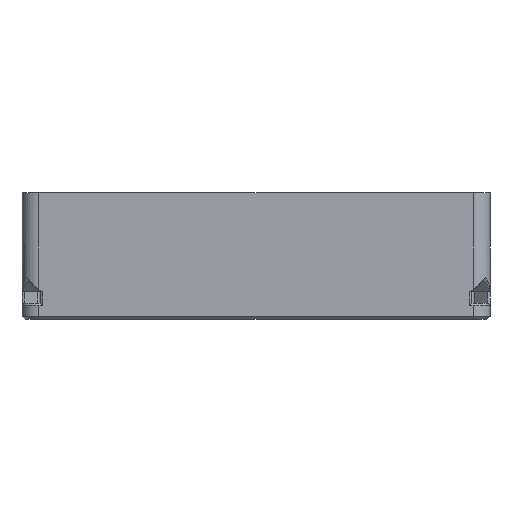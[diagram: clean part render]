
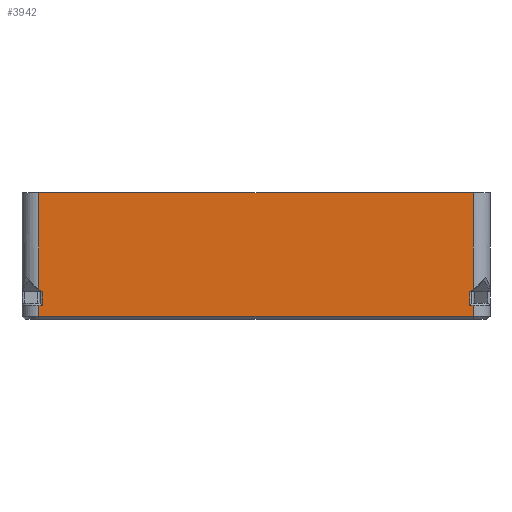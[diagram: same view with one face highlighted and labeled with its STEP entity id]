
A CAD part, front view. The second image highlights one B-rep face of the part: STEP entity #3942.
In plain terms, the highlighted planar face has unit normal (0, -1, 0).
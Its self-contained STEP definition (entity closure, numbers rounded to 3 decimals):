
#130=B_SPLINE_CURVE_WITH_KNOTS('',3,(#6578,#6579,#6580,#6581),
 .UNSPECIFIED.,.F.,.F.,(4,4),(2.287,2.356),
 .UNSPECIFIED.);
#137=B_SPLINE_CURVE_WITH_KNOTS('',3,(#6749,#6750,#6751,#6752),
 .UNSPECIFIED.,.F.,.F.,(4,4),(2.287,2.356),
 .UNSPECIFIED.);
#311=PLANE('',#4306);
#496=FACE_OUTER_BOUND('',#720,.T.);
#720=EDGE_LOOP('',(#3473,#3474,#3475,#3476,#3477,#3478,#3479,#3480,#3481,
#3482,#3483,#3484,#3485,#3486));
#812=LINE('',#5597,#1179);
#1066=LINE('',#6484,#1433);
#1069=LINE('',#6493,#1436);
#1074=LINE('',#6613,#1441);
#1075=LINE('',#6617,#1442);
#1080=LINE('',#6631,#1447);
#1088=LINE('',#6657,#1455);
#1089=LINE('',#6660,#1456);
#1091=LINE('',#6668,#1458);
#1098=LINE('',#6787,#1465);
#1099=LINE('',#6789,#1466);
#1100=LINE('',#6790,#1467);
#1179=VECTOR('',#4479,10.);
#1433=VECTOR('',#5199,10.);
#1436=VECTOR('',#5206,10.);
#1441=VECTOR('',#5217,10.);
#1442=VECTOR('',#5222,10.);
#1447=VECTOR('',#5241,0.5);
#1455=VECTOR('',#5273,10.);
#1456=VECTOR('',#5276,10.);
#1458=VECTOR('',#5284,10.);
#1465=VECTOR('',#5297,10.);
#1466=VECTOR('',#5298,0.5);
#1467=VECTOR('',#5299,10.);
#1650=VERTEX_POINT('',#5582);
#1657=VERTEX_POINT('',#5595);
#1937=VERTEX_POINT('',#6476);
#1939=VERTEX_POINT('',#6482);
#1940=VERTEX_POINT('',#6486);
#1943=VERTEX_POINT('',#6491);
#1947=VERTEX_POINT('',#6551);
#1951=VERTEX_POINT('',#6615);
#1959=VERTEX_POINT('',#6652);
#1960=VERTEX_POINT('',#6659);
#1962=VERTEX_POINT('',#6665);
#1963=VERTEX_POINT('',#6667);
#1967=VERTEX_POINT('',#6727);
#1972=VERTEX_POINT('',#6788);
#2050=EDGE_CURVE('',#1657,#1650,#812,.T.);
#2444=EDGE_CURVE('',#1939,#1937,#1066,.T.);
#2448=EDGE_CURVE('',#1943,#1940,#1069,.T.);
#2456=EDGE_CURVE('',#1947,#1943,#130,.T.);
#2462=EDGE_CURVE('',#1650,#1947,#1074,.T.);
#2464=EDGE_CURVE('',#1951,#1939,#1075,.T.);
#2472=EDGE_CURVE('',#1940,#1951,#1080,.T.);
#2485=EDGE_CURVE('',#1937,#1959,#1088,.T.);
#2486=EDGE_CURVE('',#1960,#1959,#1089,.T.);
#2490=EDGE_CURVE('',#1963,#1962,#1091,.T.);
#2498=EDGE_CURVE('',#1967,#1963,#137,.T.);
#2505=EDGE_CURVE('',#1657,#1967,#1098,.T.);
#2506=EDGE_CURVE('',#1962,#1972,#1099,.T.);
#2507=EDGE_CURVE('',#1972,#1960,#1100,.T.);
#3473=ORIENTED_EDGE('',*,*,#2505,.T.);
#3474=ORIENTED_EDGE('',*,*,#2498,.T.);
#3475=ORIENTED_EDGE('',*,*,#2490,.T.);
#3476=ORIENTED_EDGE('',*,*,#2506,.T.);
#3477=ORIENTED_EDGE('',*,*,#2507,.T.);
#3478=ORIENTED_EDGE('',*,*,#2486,.T.);
#3479=ORIENTED_EDGE('',*,*,#2485,.F.);
#3480=ORIENTED_EDGE('',*,*,#2444,.F.);
#3481=ORIENTED_EDGE('',*,*,#2464,.F.);
#3482=ORIENTED_EDGE('',*,*,#2472,.F.);
#3483=ORIENTED_EDGE('',*,*,#2448,.F.);
#3484=ORIENTED_EDGE('',*,*,#2456,.F.);
#3485=ORIENTED_EDGE('',*,*,#2462,.F.);
#3486=ORIENTED_EDGE('',*,*,#2050,.F.);
#3942=ADVANCED_FACE('',(#496),#311,.F.);
#4306=AXIS2_PLACEMENT_3D('',#6786,#5295,#5296);
#4479=DIRECTION('',(1.,0.,0.));
#5199=DIRECTION('',(0.,0.,-1.));
#5206=DIRECTION('',(-0.816,0.,-0.577));
#5217=DIRECTION('',(0.,0.,-1.));
#5222=DIRECTION('',(1.,0.,0.));
#5241=DIRECTION('',(0.,0.,-1.));
#5273=DIRECTION('',(-1.,0.,0.));
#5276=DIRECTION('',(0.,0.,-1.));
#5284=DIRECTION('',(0.816,0.,-0.577));
#5295=DIRECTION('center_axis',(0.,1.,0.));
#5296=DIRECTION('ref_axis',(-1.,0.,0.));
#5297=DIRECTION('',(0.,0.,-1.));
#5298=DIRECTION('',(0.,0.,-1.));
#5299=DIRECTION('',(-1.,0.,0.));
#5582=CARTESIAN_POINT('',(66.8,-72.,36.05));
#5595=CARTESIAN_POINT('',(-66.8,-72.,36.05));
#5597=CARTESIAN_POINT('',(-66.8,-72.,36.05));
#6476=CARTESIAN_POINT('',(66.8,-72.,-2.));
#6482=CARTESIAN_POINT('',(66.8,-72.,1.4));
#6484=CARTESIAN_POINT('',(66.8,-72.,0.));
#6486=CARTESIAN_POINT('',(65.702,-72.,5.481));
#6491=CARTESIAN_POINT('',(66.454,-72.,6.013));
#6493=CARTESIAN_POINT('',(43.328,-72.,-10.34));
#6551=CARTESIAN_POINT('',(66.8,-72.,6.266));
#6578=CARTESIAN_POINT('Ctrl Pts',(66.8,-72.,6.266));
#6579=CARTESIAN_POINT('Ctrl Pts',(66.684,-72.,6.179));
#6580=CARTESIAN_POINT('Ctrl Pts',(66.569,-72.,6.094));
#6581=CARTESIAN_POINT('Ctrl Pts',(66.454,-72.,6.013));
#6613=CARTESIAN_POINT('',(66.8,-72.,0.));
#6615=CARTESIAN_POINT('',(65.702,-72.,1.4));
#6617=CARTESIAN_POINT('',(33.4,-72.,1.4));
#6631=CARTESIAN_POINT('',(65.702,-72.,0.));
#6652=CARTESIAN_POINT('',(-66.8,-72.,-2.));
#6657=CARTESIAN_POINT('',(18.,-72.,-2.));
#6659=CARTESIAN_POINT('',(-66.8,-72.,1.4));
#6660=CARTESIAN_POINT('',(-66.8,-72.,0.));
#6665=CARTESIAN_POINT('',(-65.702,-72.,5.481));
#6667=CARTESIAN_POINT('',(-66.454,-72.,6.013));
#6668=CARTESIAN_POINT('',(-43.328,-72.,-10.34));
#6727=CARTESIAN_POINT('',(-66.8,-72.,6.266));
#6749=CARTESIAN_POINT('Ctrl Pts',(-66.8,-72.,6.266));
#6750=CARTESIAN_POINT('Ctrl Pts',(-66.684,-72.,6.179));
#6751=CARTESIAN_POINT('Ctrl Pts',(-66.569,-72.,6.094));
#6752=CARTESIAN_POINT('Ctrl Pts',(-66.454,-72.,6.013));
#6786=CARTESIAN_POINT('Origin',(0.,-72.,0.));
#6787=CARTESIAN_POINT('',(-66.8,-72.,0.));
#6788=CARTESIAN_POINT('',(-65.702,-72.,1.4));
#6789=CARTESIAN_POINT('',(-65.702,-72.,0.));
#6790=CARTESIAN_POINT('',(-33.4,-72.,1.4));
